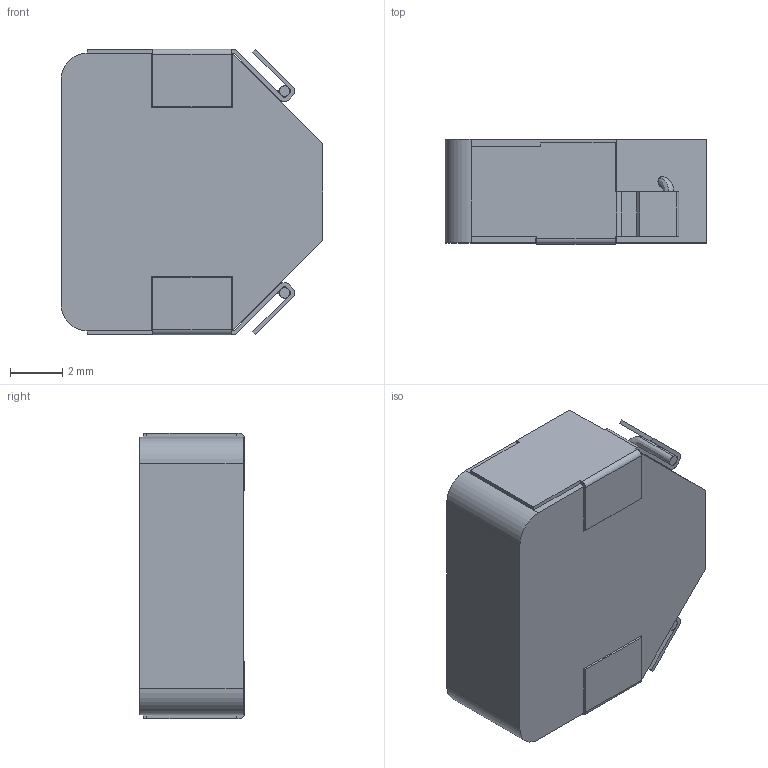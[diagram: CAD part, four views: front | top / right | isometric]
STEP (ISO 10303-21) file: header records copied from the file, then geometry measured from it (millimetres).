
FILE_DESCRIPTION (( 'STEP AP214' ), '1' );
FILE_NAME ('DFEG10040D-150M=P3.STEP', '2020-01-28T22:05:44', ( '' ), ( '' ), 'SwSTEP 2.0', 'SolidWorks 2017', '' );
FILE_SCHEMA (( 'AUTOMOTIVE_DESIGN' ));
Length unit declared in the file: millimetre
Products named in the file (1): DFEG10040D-150M=P3
Bounding box: 10 x 4 x 10.9 mm (x, y, z)
Volume: 379.2 mm3; surface area: 489.5 mm2
Topology: 5 solids, 5 shells, 88 faces, 232 edges, 154 vertices
Faces by surface type: plane 64, cylinder 20, bspline 4
Entity records: 3378 total; most frequent: CARTESIAN_POINT 1131, ORIENTED_EDGE 464, DIRECTION 430, EDGE_CURVE 232, LINE 180, VECTOR 180, VERTEX_POINT 154, AXIS2_PLACEMENT_3D 125
